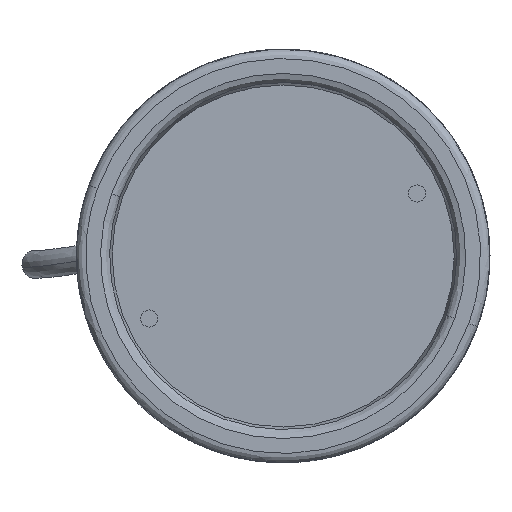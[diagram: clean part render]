
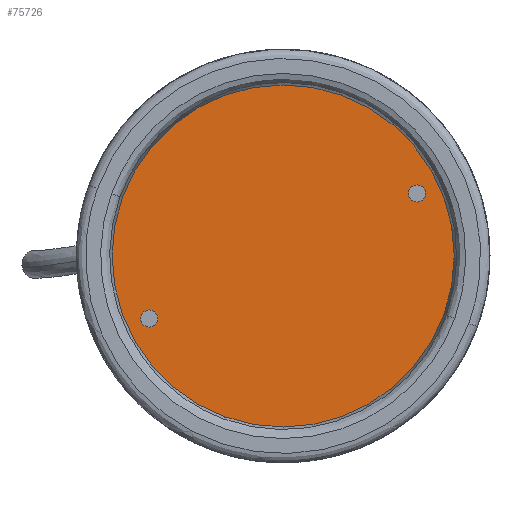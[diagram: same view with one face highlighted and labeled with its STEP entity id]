
A CAD part, front view. The second image highlights one B-rep face of the part: STEP entity #75726.
In plain terms, the highlighted planar face has unit normal (0, -1, 0).
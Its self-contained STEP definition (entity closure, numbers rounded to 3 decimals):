
#757 = VERTEX_POINT ( 'NONE', #9436 ) ;
#1246 = CARTESIAN_POINT ( 'NONE',  ( -33.588, 5.2, -33.588 ) ) ;
#2753 = AXIS2_PLACEMENT_3D ( 'NONE', #4208, #3822, #45415 ) ;
#3822 = DIRECTION ( 'NONE',  ( 0., 1., 0. ) ) ;
#4208 = CARTESIAN_POINT ( 'NONE',  ( -110., 5.2, -110. ) ) ;
#4567 = EDGE_LOOP ( 'NONE', ( #41561, #26653 ) ) ;
#5740 = EDGE_CURVE ( 'NONE', #69512, #757, #46159, .T. ) ;
#7278 = DIRECTION ( 'NONE',  ( 0., -1., 0. ) ) ;
#7919 = AXIS2_PLACEMENT_3D ( 'NONE', #20682, #76405, #21847 ) ;
#8410 = DIRECTION ( 'NONE',  ( 0., -1., 0. ) ) ;
#9436 = CARTESIAN_POINT ( 'NONE',  ( 36.338, 5.2, 33.588 ) ) ;
#10777 = EDGE_LOOP ( 'NONE', ( #14754, #21701 ) ) ;
#11689 = CIRCLE ( 'NONE', #7919, 55. ) ;
#12232 = AXIS2_PLACEMENT_3D ( 'NONE', #14690, #50738, #44800 ) ;
#13332 = AXIS2_PLACEMENT_3D ( 'NONE', #37742, #7278, #13597 ) ;
#13597 = DIRECTION ( 'NONE',  ( 1., 0., 0. ) ) ;
#14387 = VERTEX_POINT ( 'NONE', #35101 ) ;
#14690 = CARTESIAN_POINT ( 'NONE',  ( 33.588, 5.2, 33.588 ) ) ;
#14754 = ORIENTED_EDGE ( 'NONE', *, *, #60073, .T. ) ;
#15245 = VERTEX_POINT ( 'NONE', #48656 ) ;
#20618 = CIRCLE ( 'NONE', #76329, 2.75 ) ;
#20642 = EDGE_CURVE ( 'NONE', #757, #69512, #70341, .T. ) ;
#20682 = CARTESIAN_POINT ( 'NONE',  ( 0., 5.2, 0. ) ) ;
#21701 = ORIENTED_EDGE ( 'NONE', *, *, #77671, .T. ) ;
#21847 = DIRECTION ( 'NONE',  ( 0., 0., -1. ) ) ;
#22092 = AXIS2_PLACEMENT_3D ( 'NONE', #62993, #75612, #22197 ) ;
#22197 = DIRECTION ( 'NONE',  ( 0., 0., -1. ) ) ;
#23503 = VERTEX_POINT ( 'NONE', #25062 ) ;
#25062 = CARTESIAN_POINT ( 'NONE',  ( -30.838, 5.2, -33.588 ) ) ;
#25398 = DIRECTION ( 'NONE',  ( 0., -1., 0. ) ) ;
#26653 = ORIENTED_EDGE ( 'NONE', *, *, #5740, .F. ) ;
#28975 = ORIENTED_EDGE ( 'NONE', *, *, #42749, .F. ) ;
#28981 = EDGE_CURVE ( 'NONE', #15245, #23503, #68265, .T. ) ;
#35101 = CARTESIAN_POINT ( 'NONE',  ( 0., 5.2, -55. ) ) ;
#36883 = DIRECTION ( 'NONE',  ( 1., 0., 0. ) ) ;
#37742 = CARTESIAN_POINT ( 'NONE',  ( 33.588, 5.2, 33.588 ) ) ;
#40231 = FACE_OUTER_BOUND ( 'NONE', #10777, .T. ) ;
#41561 = ORIENTED_EDGE ( 'NONE', *, *, #20642, .F. ) ;
#42749 = EDGE_CURVE ( 'NONE', #23503, #15245, #20618, .T. ) ;
#43842 = VERTEX_POINT ( 'NONE', #72040 ) ;
#44800 = DIRECTION ( 'NONE',  ( 1., 0., 0. ) ) ;
#45415 = DIRECTION ( 'NONE',  ( 0., 0., 1. ) ) ;
#45690 = AXIS2_PLACEMENT_3D ( 'NONE', #1246, #25398, #36883 ) ;
#46159 = CIRCLE ( 'NONE', #13332, 2.75 ) ;
#48656 = CARTESIAN_POINT ( 'NONE',  ( -36.338, 5.2, -33.588 ) ) ;
#50738 = DIRECTION ( 'NONE',  ( 0., -1., 0. ) ) ;
#57469 = DIRECTION ( 'NONE',  ( 1., 0., 0. ) ) ;
#60073 = EDGE_CURVE ( 'NONE', #14387, #43842, #75181, .T. ) ;
#62993 = CARTESIAN_POINT ( 'NONE',  ( 0., 5.2, 0. ) ) ;
#63981 = FACE_BOUND ( 'NONE', #4567, .T. ) ;
#64510 = ORIENTED_EDGE ( 'NONE', *, *, #28981, .F. ) ;
#66199 = CARTESIAN_POINT ( 'NONE',  ( -33.588, 5.2, -33.588 ) ) ;
#68265 = CIRCLE ( 'NONE', #45690, 2.75 ) ;
#69512 = VERTEX_POINT ( 'NONE', #76843 ) ;
#70341 = CIRCLE ( 'NONE', #12232, 2.75 ) ;
#72040 = CARTESIAN_POINT ( 'NONE',  ( 0., 5.2, 55. ) ) ;
#75181 = CIRCLE ( 'NONE', #22092, 55. ) ;
#75612 = DIRECTION ( 'NONE',  ( 0., -1., 0. ) ) ;
#75726 = ADVANCED_FACE ( 'NONE', ( #63981, #76208, #40231 ), #76592, .F. ) ;
#76208 = FACE_BOUND ( 'NONE', #76455, .T. ) ;
#76329 = AXIS2_PLACEMENT_3D ( 'NONE', #66199, #8410, #57469 ) ;
#76405 = DIRECTION ( 'NONE',  ( 0., -1., 0. ) ) ;
#76455 = EDGE_LOOP ( 'NONE', ( #28975, #64510 ) ) ;
#76592 = PLANE ( 'NONE',  #2753 ) ;
#76843 = CARTESIAN_POINT ( 'NONE',  ( 30.838, 5.2, 33.588 ) ) ;
#77671 = EDGE_CURVE ( 'NONE', #43842, #14387, #11689, .T. ) ;
